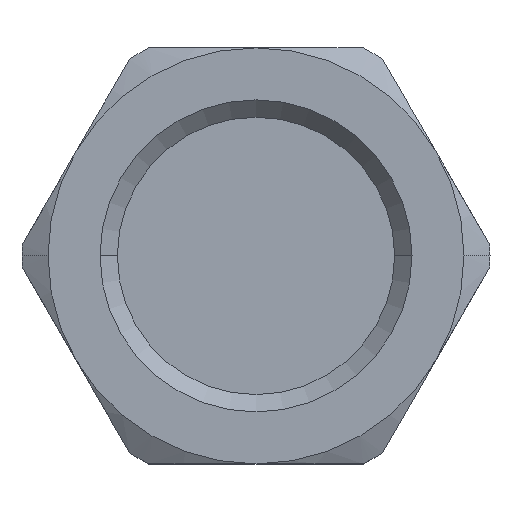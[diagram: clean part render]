
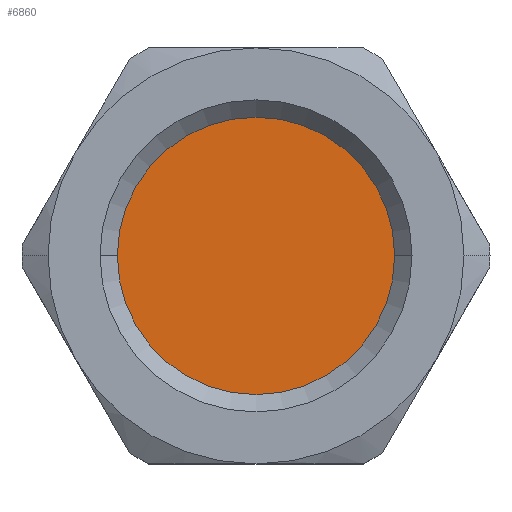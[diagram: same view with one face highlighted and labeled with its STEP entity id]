
A CAD part, top view. The second image highlights one B-rep face of the part: STEP entity #6860.
In plain terms, the highlighted planar face has unit normal (0, 0, 1).
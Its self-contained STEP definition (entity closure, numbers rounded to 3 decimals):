
#5940=CARTESIAN_POINT('',(48.,44.,19.5));
#5950=VERTEX_POINT('',#5940);
#5980=CARTESIAN_POINT('',(52.,44.,19.5));
#5990=DIRECTION('',(0.,0.,1.));
#6000=DIRECTION('',(1.,0.,0.));
#6010=AXIS2_PLACEMENT_3D('',#5980,#5990,#6000);
#6020=CIRCLE('',#6010,4.);
#6030=CARTESIAN_POINT('',(56.,44.,19.5));
#6040=VERTEX_POINT('',#6030);
#6050=EDGE_CURVE('',#5950,#6040,#6020,.T.);
#6760=CARTESIAN_POINT('',(48.25,44.,19.5));
#6770=DIRECTION('',(0.,0.,1.));
#6780=DIRECTION('',(1.,0.,0.));
#6790=AXIS2_PLACEMENT_3D('',#6760,#6770,#6780);
#6800=PLANE('',#6790);
#6810=EDGE_CURVE('',#6040,#5950,#6020,.T.);
#6820=ORIENTED_EDGE('',*,*,#6810,.T.);
#6830=ORIENTED_EDGE('',*,*,#6050,.T.);
#6840=EDGE_LOOP('',(#6830,#6820));
#6850=FACE_OUTER_BOUND('',#6840,.T.);
#6860=ADVANCED_FACE('',(#6850),#6800,.T.);
